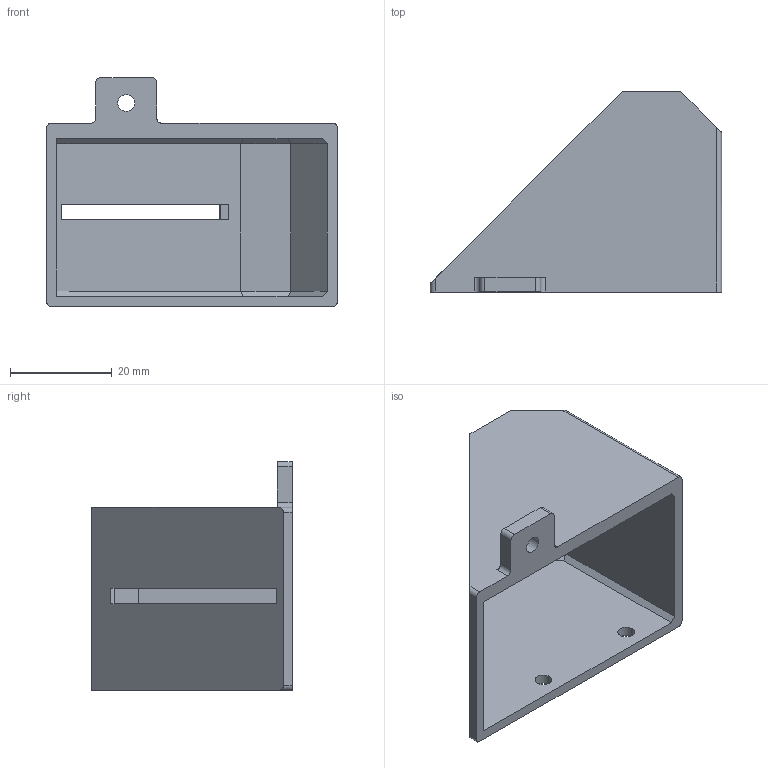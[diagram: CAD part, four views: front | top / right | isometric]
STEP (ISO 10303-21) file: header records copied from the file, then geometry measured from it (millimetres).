
FILE_DESCRIPTION(('FreeCAD Model'),'2;1');
FILE_NAME('Open CASCADE Shape Model','2023-08-11T01:11:45',('Author'),( ''),'Open CASCADE STEP processor 7.6','FreeCAD','Unknown');
FILE_SCHEMA(('AUTOMOTIVE_DESIGN { 1 0 10303 214 1 1 1 1 }'));
Length unit declared in the file: millimetre
Products named in the file (1): camera_sup_cp
Bounding box: 57.22 x 39.38 x 45 mm (x, y, z)
Volume: 13875.8 mm3; surface area: 13191.9 mm2
Topology: 1 solids, 1 shells, 44 faces, 123 edges, 82 vertices
Faces by surface type: plane 33, cylinder 11
Full cylindrical faces by diameter (mm): 3.3 x3
Entity records: 1447 total; most frequent: CARTESIAN_POINT 250, ORIENTED_EDGE 246, DIRECTION 235, EDGE_CURVE 123, LINE 101, VECTOR 101, VERTEX_POINT 82, AXIS2_PLACEMENT_3D 67
